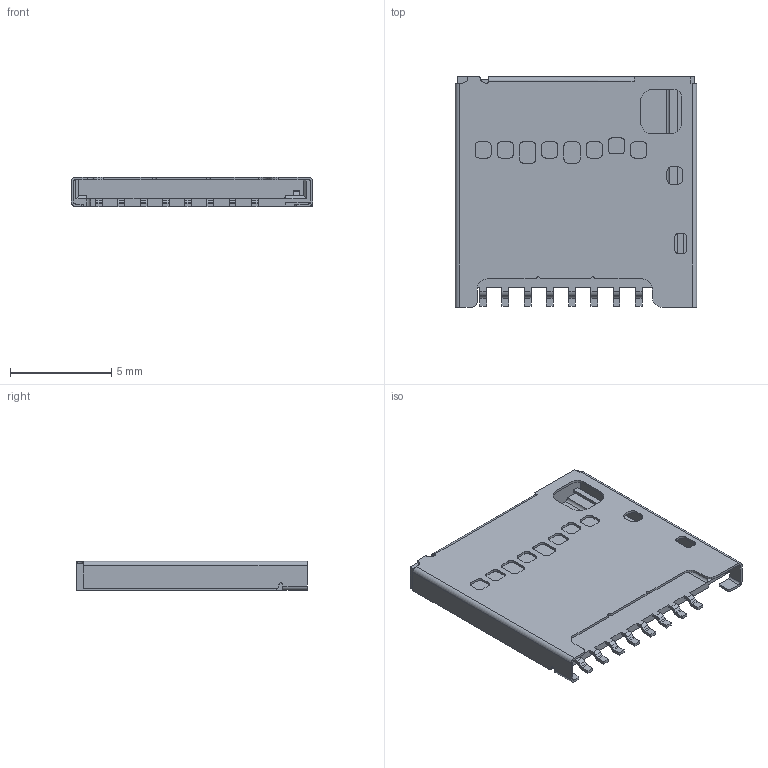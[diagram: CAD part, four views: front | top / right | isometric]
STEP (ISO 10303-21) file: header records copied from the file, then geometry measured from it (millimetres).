
FILE_DESCRIPTION(/* description */ (''),/* implementation_level */ '2;1');
FILE_NAME(/* name */ 'MicroSD.step',/* time_stamp */ '2018-03-30T16:11:27+11:00',/* author */ (''),/* organization */ (''),/* preprocessor_version */ 'ST-DEVELOPER v16.13',/* originating_system */ 'Autodesk Translation Framework v6.5.0.72',/* authorisation */ '');
FILE_SCHEMA (('AUTOMOTIVE_DESIGN { 1 0 10303 214 3 1 1 }'));
Length unit declared in the file: millimetre
Products named in the file (1): 1040310811
Bounding box: 11.95 x 11.4 x 1.45 mm (x, y, z)
Volume: 60.2 mm3; surface area: 573.1 mm2
Topology: 1 solids, 1 shells, 401 faces, 1180 edges, 782 vertices
Faces by surface type: plane 260, cylinder 141
Entity records: 13449 total; most frequent: CARTESIAN_POINT 2364, ORIENTED_EDGE 2360, DIRECTION 2278, EDGE_CURVE 1180, LINE 886, VECTOR 886, VERTEX_POINT 782, AXIS2_PLACEMENT_3D 696
